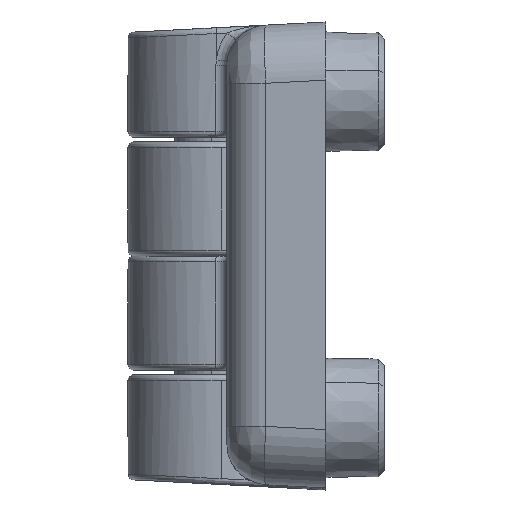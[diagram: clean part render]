
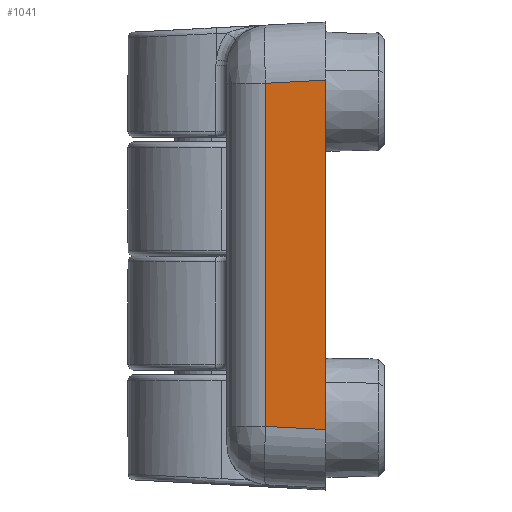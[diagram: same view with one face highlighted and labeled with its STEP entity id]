
A CAD part, left-side view. The second image highlights one B-rep face of the part: STEP entity #1041.
In plain terms, the highlighted face is planar.
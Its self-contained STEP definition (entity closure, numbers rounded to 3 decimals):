
#555 = EDGE_CURVE ( 'NONE', #15134, #15066, #8535, .T. ) ;
#556 = EDGE_CURVE ( 'NONE', #15132, #15134, #8536, .T. ) ;
#558 = EDGE_CURVE ( 'NONE', #15064, #15132, #8538, .T. ) ;
#1041 = ADVANCED_FACE ( 'NONE', ( #10143 ), #16385, .T. ) ;
#6682 = CARTESIAN_POINT ( 'NONE',  ( 60., -9., -15.007 ) ) ;
#6684 = CARTESIAN_POINT ( 'NONE',  ( 60., -9., 15.007 ) ) ;
#6750 = CARTESIAN_POINT ( 'NONE',  ( 59.728, -3.817, -14.735 ) ) ;
#6752 = CARTESIAN_POINT ( 'NONE',  ( 59.728, -3.817, 14.735 ) ) ;
#8470 = ORIENTED_EDGE ( 'NONE', *, *, #558, .T. ) ;
#8471 = ORIENTED_EDGE ( 'NONE', *, *, #556, .T. ) ;
#8472 = ORIENTED_EDGE ( 'NONE', *, *, #555, .T. ) ;
#8473 = ORIENTED_EDGE ( 'NONE', *, *, #17543, .T. ) ;
#8535 = LINE ( 'NONE', #16790, #8537 ) ;
#8536 = LINE ( 'NONE', #16793, #8539 ) ;
#8537 = VECTOR ( 'NONE', #16783, 1000. ) ;
#8538 = LINE ( 'NONE', #16408, #8540 ) ;
#8539 = VECTOR ( 'NONE', #16795, 1000. ) ;
#8540 = VECTOR ( 'NONE', #16414, 1000. ) ;
#10143 = FACE_OUTER_BOUND ( 'NONE', #15829, .T. ) ;
#13601 = AXIS2_PLACEMENT_3D ( 'NONE', #16387, #16392, #16393 ) ;
#13739 = LINE ( 'NONE', #14672, #13742 ) ;
#13742 = VECTOR ( 'NONE', #14674, 1000. ) ;
#14672 = CARTESIAN_POINT ( 'NONE',  ( 60., -9., 20. ) ) ;
#14674 = DIRECTION ( 'NONE',  ( 0., 0., -1. ) ) ;
#15064 = VERTEX_POINT ( 'NONE', #6682 ) ;
#15066 = VERTEX_POINT ( 'NONE', #6684 ) ;
#15132 = VERTEX_POINT ( 'NONE', #6750 ) ;
#15134 = VERTEX_POINT ( 'NONE', #6752 ) ;
#15829 = EDGE_LOOP ( 'NONE', ( #8470, #8471, #8472, #8473 ) ) ;
#16385 = PLANE ( 'NONE',  #13601 ) ;
#16387 = CARTESIAN_POINT ( 'NONE',  ( 60., -9., 20. ) ) ;
#16392 = DIRECTION ( 'NONE',  ( 0.999, 0.052, 0. ) ) ;
#16393 = DIRECTION ( 'NONE',  ( -0.052, 0.999, 0. ) ) ;
#16408 = CARTESIAN_POINT ( 'NONE',  ( 59.904, -7.175, -14.911 ) ) ;
#16414 = DIRECTION ( 'NONE',  ( -0.052, 0.997, 0.052 ) ) ;
#16783 = DIRECTION ( 'NONE',  ( 0.052, -0.997, 0.052 ) ) ;
#16790 = CARTESIAN_POINT ( 'NONE',  ( 60.014, -9.26, 15.02 ) ) ;
#16793 = CARTESIAN_POINT ( 'NONE',  ( 59.728, -3.817, 20. ) ) ;
#16795 = DIRECTION ( 'NONE',  ( 0., 0., 1. ) ) ;
#17543 = EDGE_CURVE ( 'NONE', #15066, #15064, #13739, .T. ) ;
